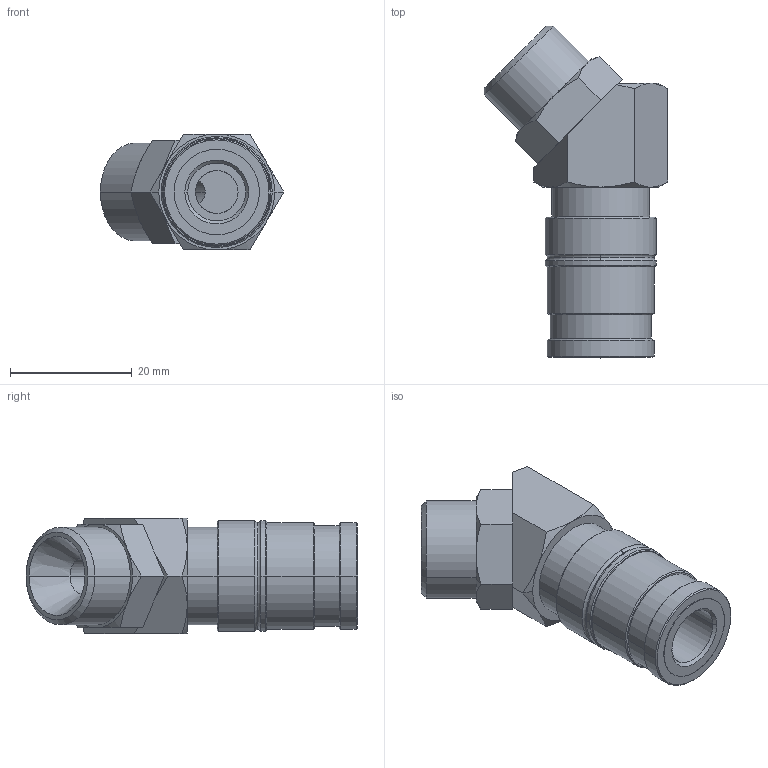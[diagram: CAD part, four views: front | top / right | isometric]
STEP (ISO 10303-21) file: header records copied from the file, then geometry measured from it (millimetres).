
FILE_DESCRIPTION(('STEP AP214'),'1');
FILE_NAME('esdmf_1615_a-45ab.stp','2020-04-22T06:12:52',('TraceParts'),('TraceParts S.A.'),'Spatial InterOp 3D',' ',' ');
FILE_SCHEMA(('automotive_design'));
Length unit declared in the file: millimetre
Products named in the file (1): 1
Bounding box: 30.05 x 54.43 x 19 mm (x, y, z)
Volume: 11269.6 mm3; surface area: 5176.5 mm2
Topology: 1 solids, 1 shells, 92 faces, 208 edges, 126 vertices
Faces by surface type: cone 36, plane 30, cylinder 22, torus 4
Entity records: 3452 total; most frequent: CARTESIAN_POINT 665, DIRECTION 450, ORIENTED_EDGE 416, EDGE_CURVE 208, AXIS2_PLACEMENT_3D 183, VERTEX_POINT 126, EDGE_LOOP 102, STYLED_ITEM 92
